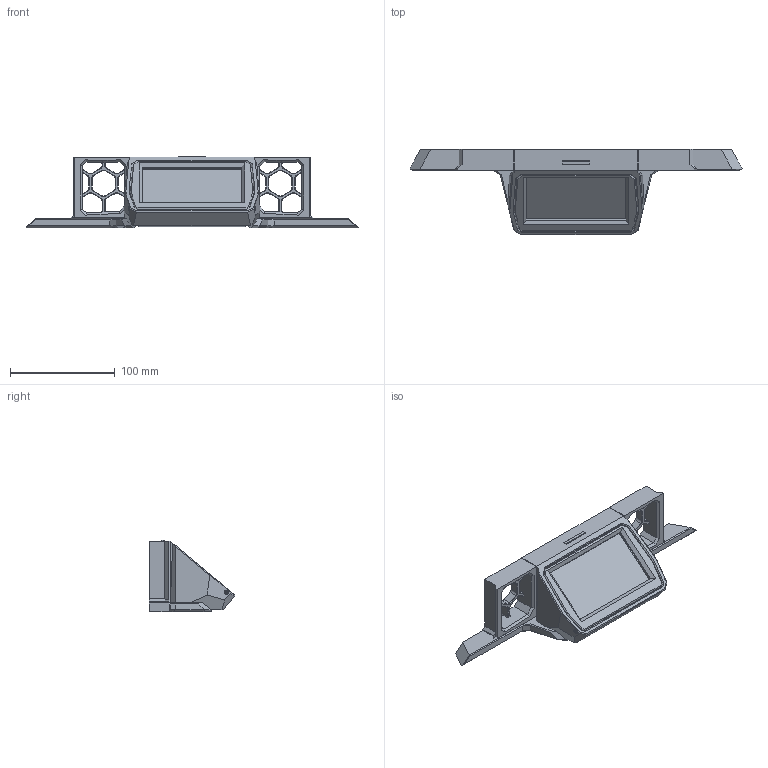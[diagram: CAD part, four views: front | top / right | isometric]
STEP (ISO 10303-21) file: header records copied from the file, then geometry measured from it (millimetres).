
FILE_DESCRIPTION(/* description */ ('','CAx-IF Rec.Pracs.---Representation and Presentation of Product Manufacturing Information (PMI)---4.0---2014-10-13'),/* implementation_level */ '2;1');
FILE_NAME(/* name */ 'Front_Skirts_Not_Finished.step',/* time_stamp */ '2024-12-17T14:59:48-08:00',/* author */ (''),/* organization */ (''),/* preprocessor_version */ 'ST-DEVELOPER v20',/* originating_system */ 'Autodesk Translation Framework v13.20.0.188',/* authorisation */ '');
FILE_SCHEMA (('AP242_MANAGED_MODEL_BASED_3D_ENGINEERING_MIM_LF { 1 0 10303 442 1 1 4 }'));
Length unit declared in the file: millimetre
Products named in the file (13): Front_Skirts; Headless_Front_Skirt; Waveshare_BTT_43_Mount; Waveshare43; Component27; BTT_43; M2x10 STS v1; Waveshare_Accent_A; Waveshare_Accent_B; Bezel; Main_housing; Waveshare_Accent_A_1; Headless_Front_Skirt_1
Assembly tree (13 placements, depth 4):
  Front_Skirts
    Headless_Front_Skirt
    Waveshare_BTT_43_Mount
      Waveshare43
        Component27
      BTT_43
      M2x10 STS v1  x2
      Waveshare_Accent_A
      Waveshare_Accent_B
      Bezel
      Main_housing
      Waveshare_Accent_A_1
    Headless_Front_Skirt_1
Bounding box: 317.44 x 81.43 x 68.6 mm (x, y, z)
Volume: 282168.9 mm3; surface area: 137351.5 mm2
Topology: 11 solids, 12 shells, 696 faces, 1818 edges, 1166 vertices
Faces by surface type: plane 409, cylinder 171, bspline 64, cone 50, torus 2
Full cylindrical faces by diameter (mm): 1.28 x22, 1.3 x2, 1.8 x2, 2 x8, 2.2 x18, 2.4 x2, 3.75 x2, 4 x2, 4.3 x8, 5.5 x8
Entity records: 22839 total; most frequent: CARTESIAN_POINT 7216, ORIENTED_EDGE 3258, DIRECTION 2980, EDGE_CURVE 1629, LINE 1186, VECTOR 1186, VERTEX_POINT 1040, AXIS2_PLACEMENT_3D 897
